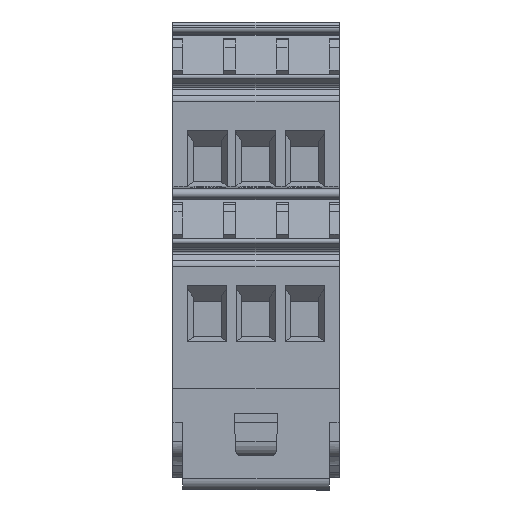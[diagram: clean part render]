
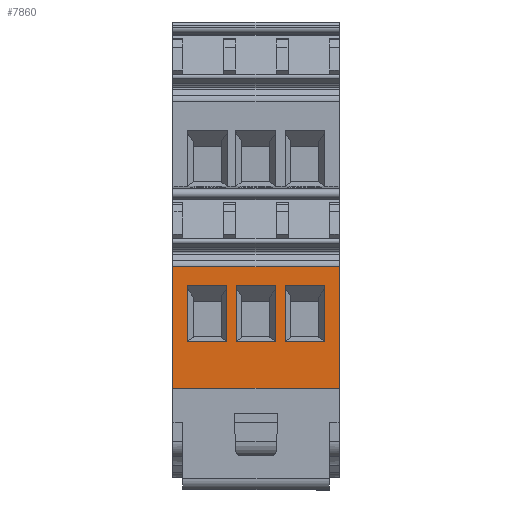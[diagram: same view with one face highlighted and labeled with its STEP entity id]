
A CAD part, front view. The second image highlights one B-rep face of the part: STEP entity #7860.
In plain terms, the highlighted planar face has unit normal (0, -1, 0).
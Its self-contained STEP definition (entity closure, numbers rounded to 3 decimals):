
#7737=AXIS2_PLACEMENT_3D('Plane Axis2P3D',#7734,#7735,#7736) ;
#3286=CARTESIAN_POINT('Vertex',(17.85,0.065,23.958)) ;
#3289=CARTESIAN_POINT('Line Origine',(17.85,0.065,17.439)) ;
#3293=CARTESIAN_POINT('Vertex',(17.85,0.065,10.919)) ;
#4819=CARTESIAN_POINT('Vertex',(0.,0.065,10.919)) ;
#4822=CARTESIAN_POINT('Line Origine',(0.,0.065,17.439)) ;
#4826=CARTESIAN_POINT('Vertex',(0.,0.065,23.958)) ;
#7722=CARTESIAN_POINT('Line Origine',(8.315,0.065,23.958)) ;
#7734=CARTESIAN_POINT('Axis2P3D Location',(8.925,0.065,24.569)) ;
#7739=CARTESIAN_POINT('Line Origine',(8.925,0.065,10.919)) ;
#7750=CARTESIAN_POINT('Line Origine',(11.05,0.065,18.942)) ;
#7754=CARTESIAN_POINT('Vertex',(11.05,0.065,21.953)) ;
#7756=CARTESIAN_POINT('Vertex',(11.05,0.065,15.93)) ;
#7759=CARTESIAN_POINT('Line Origine',(8.925,0.065,15.93)) ;
#7763=CARTESIAN_POINT('Vertex',(6.8,0.065,15.93)) ;
#7766=CARTESIAN_POINT('Line Origine',(6.8,0.065,18.942)) ;
#7770=CARTESIAN_POINT('Vertex',(6.8,0.065,21.953)) ;
#7773=CARTESIAN_POINT('Line Origine',(8.925,0.065,21.953)) ;
#7784=CARTESIAN_POINT('Line Origine',(16.3,0.065,18.942)) ;
#7788=CARTESIAN_POINT('Vertex',(16.3,0.065,21.953)) ;
#7790=CARTESIAN_POINT('Vertex',(16.3,0.065,15.93)) ;
#7793=CARTESIAN_POINT('Line Origine',(16.279,0.065,15.93)) ;
#7797=CARTESIAN_POINT('Vertex',(16.258,0.065,15.93)) ;
#7800=CARTESIAN_POINT('Line Origine',(14.154,0.065,15.93)) ;
#7804=CARTESIAN_POINT('Vertex',(12.05,0.065,15.93)) ;
#7807=CARTESIAN_POINT('Line Origine',(12.05,0.065,18.942)) ;
#7811=CARTESIAN_POINT('Vertex',(12.05,0.065,21.953)) ;
#7814=CARTESIAN_POINT('Line Origine',(14.175,0.065,21.953)) ;
#7826=CARTESIAN_POINT('Line Origine',(1.55,0.065,18.942)) ;
#7830=CARTESIAN_POINT('Vertex',(1.55,0.065,21.953)) ;
#7832=CARTESIAN_POINT('Vertex',(1.55,0.065,15.93)) ;
#7835=CARTESIAN_POINT('Line Origine',(3.675,0.065,21.953)) ;
#7839=CARTESIAN_POINT('Vertex',(5.8,0.065,21.953)) ;
#7842=CARTESIAN_POINT('Line Origine',(5.8,0.065,18.942)) ;
#7846=CARTESIAN_POINT('Vertex',(5.8,0.065,15.93)) ;
#7849=CARTESIAN_POINT('Line Origine',(3.675,0.065,15.93)) ;
#3290=DIRECTION('Vector Direction',(0.,0.,-1.)) ;
#4823=DIRECTION('Vector Direction',(0.,0.,-1.)) ;
#7723=DIRECTION('Vector Direction',(1.,0.,0.)) ;
#7735=DIRECTION('Axis2P3D Direction',(0.,1.,0.)) ;
#7736=DIRECTION('Axis2P3D XDirection',(0.,0.,-1.)) ;
#7740=DIRECTION('Vector Direction',(1.,0.,0.)) ;
#7751=DIRECTION('Vector Direction',(0.,0.,1.)) ;
#7760=DIRECTION('Vector Direction',(1.,0.,0.)) ;
#7767=DIRECTION('Vector Direction',(0.,0.,-1.)) ;
#7774=DIRECTION('Vector Direction',(1.,0.,0.)) ;
#7785=DIRECTION('Vector Direction',(0.,0.,-1.)) ;
#7794=DIRECTION('Vector Direction',(1.,0.,0.)) ;
#7801=DIRECTION('Vector Direction',(1.,0.,0.)) ;
#7808=DIRECTION('Vector Direction',(0.,0.,-1.)) ;
#7815=DIRECTION('Vector Direction',(1.,0.,0.)) ;
#7827=DIRECTION('Vector Direction',(0.,0.,1.)) ;
#7836=DIRECTION('Vector Direction',(1.,0.,0.)) ;
#7843=DIRECTION('Vector Direction',(0.,0.,1.)) ;
#7850=DIRECTION('Vector Direction',(1.,0.,0.)) ;
#3291=VECTOR('Line Direction',#3290,1.) ;
#4824=VECTOR('Line Direction',#4823,1.) ;
#7724=VECTOR('Line Direction',#7723,1.) ;
#7741=VECTOR('Line Direction',#7740,1.) ;
#7752=VECTOR('Line Direction',#7751,1.) ;
#7761=VECTOR('Line Direction',#7760,1.) ;
#7768=VECTOR('Line Direction',#7767,1.) ;
#7775=VECTOR('Line Direction',#7774,1.) ;
#7786=VECTOR('Line Direction',#7785,1.) ;
#7795=VECTOR('Line Direction',#7794,1.) ;
#7802=VECTOR('Line Direction',#7801,1.) ;
#7809=VECTOR('Line Direction',#7808,1.) ;
#7816=VECTOR('Line Direction',#7815,1.) ;
#7828=VECTOR('Line Direction',#7827,1.) ;
#7837=VECTOR('Line Direction',#7836,1.) ;
#7844=VECTOR('Line Direction',#7843,1.) ;
#7851=VECTOR('Line Direction',#7850,1.) ;
#7745=ORIENTED_EDGE('',*,*,#3295,.F.) ;
#7746=ORIENTED_EDGE('',*,*,#7726,.F.) ;
#7747=ORIENTED_EDGE('',*,*,#4828,.T.) ;
#7748=ORIENTED_EDGE('',*,*,#7743,.T.) ;
#7779=ORIENTED_EDGE('',*,*,#7758,.T.) ;
#7780=ORIENTED_EDGE('',*,*,#7765,.F.) ;
#7781=ORIENTED_EDGE('',*,*,#7772,.F.) ;
#7782=ORIENTED_EDGE('',*,*,#7777,.T.) ;
#7820=ORIENTED_EDGE('',*,*,#7792,.T.) ;
#7821=ORIENTED_EDGE('',*,*,#7799,.F.) ;
#7822=ORIENTED_EDGE('',*,*,#7806,.F.) ;
#7823=ORIENTED_EDGE('',*,*,#7813,.F.) ;
#7824=ORIENTED_EDGE('',*,*,#7818,.T.) ;
#7855=ORIENTED_EDGE('',*,*,#7834,.F.) ;
#7856=ORIENTED_EDGE('',*,*,#7841,.T.) ;
#7857=ORIENTED_EDGE('',*,*,#7848,.F.) ;
#7858=ORIENTED_EDGE('',*,*,#7853,.F.) ;
#7783=FACE_BOUND('',#7778,.T.) ;
#7825=FACE_BOUND('',#7819,.T.) ;
#7859=FACE_BOUND('',#7854,.T.) ;
#7860=ADVANCED_FACE('BASE',(#7749,#7783,#7825,#7859),#7738,.F.) ;
#3295=EDGE_CURVE('',#3287,#3294,#3292,.T.) ;
#4828=EDGE_CURVE('',#4827,#4820,#4825,.T.) ;
#7726=EDGE_CURVE('',#4827,#3287,#7725,.T.) ;
#7743=EDGE_CURVE('',#4820,#3294,#7742,.T.) ;
#7758=EDGE_CURVE('',#7755,#7757,#7753,.F.) ;
#7765=EDGE_CURVE('',#7764,#7757,#7762,.T.) ;
#7772=EDGE_CURVE('',#7771,#7764,#7769,.T.) ;
#7777=EDGE_CURVE('',#7771,#7755,#7776,.T.) ;
#7792=EDGE_CURVE('',#7789,#7791,#7787,.T.) ;
#7799=EDGE_CURVE('',#7798,#7791,#7796,.T.) ;
#7806=EDGE_CURVE('',#7805,#7798,#7803,.T.) ;
#7813=EDGE_CURVE('',#7812,#7805,#7810,.T.) ;
#7818=EDGE_CURVE('',#7812,#7789,#7817,.T.) ;
#7834=EDGE_CURVE('',#7831,#7833,#7829,.F.) ;
#7841=EDGE_CURVE('',#7831,#7840,#7838,.T.) ;
#7848=EDGE_CURVE('',#7847,#7840,#7845,.T.) ;
#7853=EDGE_CURVE('',#7833,#7847,#7852,.T.) ;
#7744=EDGE_LOOP('',(#7745,#7746,#7747,#7748)) ;
#7778=EDGE_LOOP('',(#7779,#7780,#7781,#7782)) ;
#7819=EDGE_LOOP('',(#7820,#7821,#7822,#7823,#7824)) ;
#7854=EDGE_LOOP('',(#7855,#7856,#7857,#7858)) ;
#7749=FACE_OUTER_BOUND('',#7744,.T.) ;
#3292=LINE('Line',#3289,#3291) ;
#4825=LINE('Line',#4822,#4824) ;
#7725=LINE('Line',#7722,#7724) ;
#7742=LINE('Line',#7739,#7741) ;
#7753=LINE('Line',#7750,#7752) ;
#7762=LINE('Line',#7759,#7761) ;
#7769=LINE('Line',#7766,#7768) ;
#7776=LINE('Line',#7773,#7775) ;
#7787=LINE('Line',#7784,#7786) ;
#7796=LINE('Line',#7793,#7795) ;
#7803=LINE('Line',#7800,#7802) ;
#7810=LINE('Line',#7807,#7809) ;
#7817=LINE('Line',#7814,#7816) ;
#7829=LINE('Line',#7826,#7828) ;
#7838=LINE('Line',#7835,#7837) ;
#7845=LINE('Line',#7842,#7844) ;
#7852=LINE('Line',#7849,#7851) ;
#7738=PLANE('',#7737) ;
#3287=VERTEX_POINT('',#3286) ;
#3294=VERTEX_POINT('',#3293) ;
#4820=VERTEX_POINT('',#4819) ;
#4827=VERTEX_POINT('',#4826) ;
#7755=VERTEX_POINT('',#7754) ;
#7757=VERTEX_POINT('',#7756) ;
#7764=VERTEX_POINT('',#7763) ;
#7771=VERTEX_POINT('',#7770) ;
#7789=VERTEX_POINT('',#7788) ;
#7791=VERTEX_POINT('',#7790) ;
#7798=VERTEX_POINT('',#7797) ;
#7805=VERTEX_POINT('',#7804) ;
#7812=VERTEX_POINT('',#7811) ;
#7831=VERTEX_POINT('',#7830) ;
#7833=VERTEX_POINT('',#7832) ;
#7840=VERTEX_POINT('',#7839) ;
#7847=VERTEX_POINT('',#7846) ;
